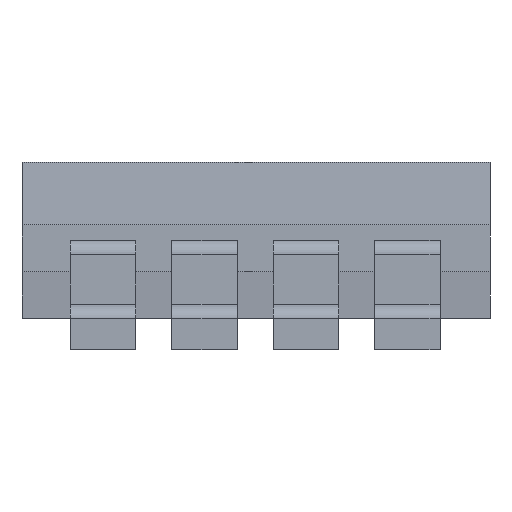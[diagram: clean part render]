
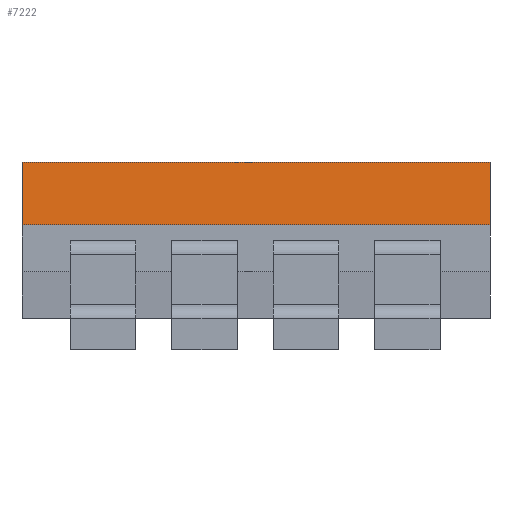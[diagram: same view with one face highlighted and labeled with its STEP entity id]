
A CAD part, front view. The second image highlights one B-rep face of the part: STEP entity #7222.
In plain terms, the highlighted planar face has unit normal (0, -0.996, 0.087).
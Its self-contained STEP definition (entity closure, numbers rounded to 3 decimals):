
#6379 = VERTEX_POINT ( 'NONE', #6476 ) ;
#6476 = CARTESIAN_POINT ( 'NONE',  ( 1.5, -2.165, 1.15 ) ) ;
#6489 = VERTEX_POINT ( 'NONE', #7145 ) ;
#6492 = EDGE_CURVE ( 'NONE', #6489, #6379, #7141, .T. ) ;
#7058 = VERTEX_POINT ( 'NONE', #9632 ) ;
#7060 = EDGE_CURVE ( 'NONE', #7058, #6489, #9627, .T. ) ;
#7136 = DIRECTION ( 'NONE',  ( 1., 0., 0. ) ) ;
#7138 = VECTOR ( 'NONE', #7136, 1000. ) ;
#7139 = EDGE_CURVE ( 'NONE', #7187, #7058, #10102, .T. ) ;
#7140 = CARTESIAN_POINT ( 'NONE',  ( 1.5, -2.165, 1.15 ) ) ;
#7141 = LINE ( 'NONE', #7140, #7138 ) ;
#7145 = CARTESIAN_POINT ( 'NONE',  ( -1.5, -2.165, 1.15 ) ) ;
#7187 = VERTEX_POINT ( 'NONE', #10336 ) ;
#7222 = ADVANCED_FACE ( 'NONE', ( #10298 ), #10392, .T. ) ;
#7225 = EDGE_LOOP ( 'NONE', ( #7226, #7227, #7228, #7230 ) ) ;
#7226 = ORIENTED_EDGE ( 'NONE', *, *, #7060, .F. ) ;
#7227 = ORIENTED_EDGE ( 'NONE', *, *, #7139, .F. ) ;
#7228 = ORIENTED_EDGE ( 'NONE', *, *, #7262, .F. ) ;
#7230 = ORIENTED_EDGE ( 'NONE', *, *, #6492, .F. ) ;
#7262 = EDGE_CURVE ( 'NONE', #6379, #7187, #10594, .T. ) ;
#9622 = DIRECTION ( 'NONE',  ( 0., 0.087, 0.996 ) ) ;
#9624 = VECTOR ( 'NONE', #9622, 1000. ) ;
#9625 = CARTESIAN_POINT ( 'NONE',  ( -1.5, -2.165, 1.15 ) ) ;
#9627 = LINE ( 'NONE', #9625, #9624 ) ;
#9632 = CARTESIAN_POINT ( 'NONE',  ( -1.5, -2.2, 0.75 ) ) ;
#10097 = DIRECTION ( 'NONE',  ( -1., 0., 0. ) ) ;
#10099 = VECTOR ( 'NONE', #10097, 1000. ) ;
#10101 = CARTESIAN_POINT ( 'NONE',  ( -1.5, -2.2, 0.75 ) ) ;
#10102 = LINE ( 'NONE', #10101, #10099 ) ;
#10298 = FACE_OUTER_BOUND ( 'NONE', #7225, .T. ) ;
#10336 = CARTESIAN_POINT ( 'NONE',  ( 1.5, -2.2, 0.75 ) ) ;
#10381 = DIRECTION ( 'NONE',  ( 0., -0.087, -0.996 ) ) ;
#10383 = DIRECTION ( 'NONE',  ( 0., -0.996, 0.087 ) ) ;
#10385 = CARTESIAN_POINT ( 'NONE',  ( -1.5, -2.165, 1.15 ) ) ;
#10387 = AXIS2_PLACEMENT_3D ( 'NONE', #10385, #10383, #10381 ) ;
#10392 = PLANE ( 'NONE',  #10387 ) ;
#10589 = DIRECTION ( 'NONE',  ( 0., -0.087, -0.996 ) ) ;
#10591 = VECTOR ( 'NONE', #10589, 1000. ) ;
#10592 = CARTESIAN_POINT ( 'NONE',  ( 1.5, -2.165, 1.15 ) ) ;
#10594 = LINE ( 'NONE', #10592, #10591 ) ;
